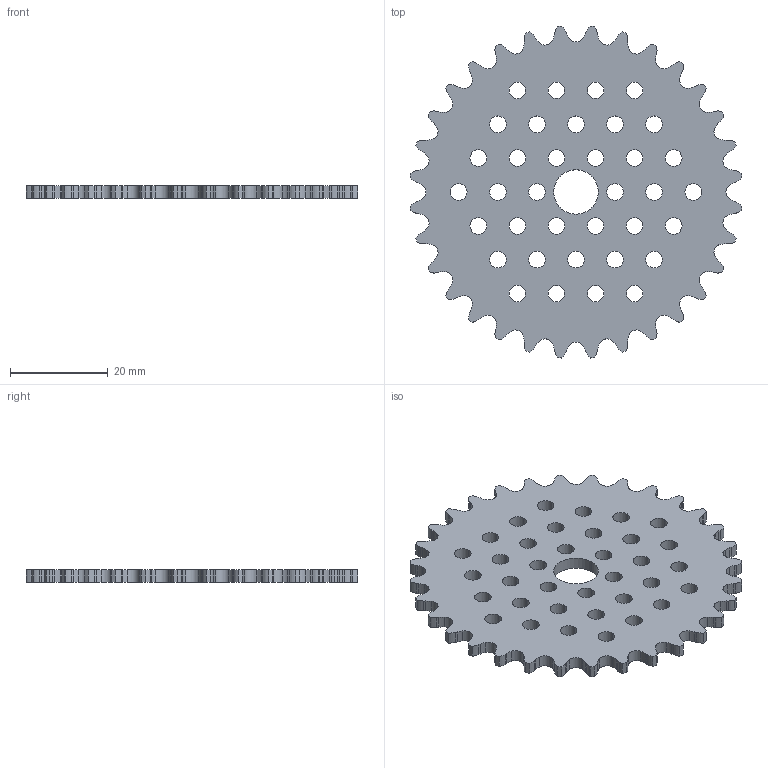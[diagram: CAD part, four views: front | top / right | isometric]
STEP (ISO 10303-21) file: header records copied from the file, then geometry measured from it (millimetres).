
FILE_DESCRIPTION (( 'STEP AP214' ), '1' );
FILE_NAME ('REV-41-1722 Sprocket, #25, 32T.STEP', '2019-06-19T14:51:23', ( '' ), ( '' ), 'SwSTEP 2.0', 'SolidWorks 2018', '' );
FILE_SCHEMA (( 'AUTOMOTIVE_DESIGN' ));
Length unit declared in the file: inch
Products named in the file (1): REV-41-1722 Sprocket, #25, 32T
Bounding box: 67.95 x 67.95 x 2.5 mm (x, y, z)
Volume: 7161.2 mm3; surface area: 7574.3 mm2
Topology: 1 solids, 1 shells, 351 faces, 1047 edges, 698 vertices
Faces by surface type: cylinder 285, plane 66
Entity records: 12299 total; most frequent: DIRECTION 2321, CARTESIAN_POINT 2097, ORIENTED_EDGE 2094, EDGE_CURVE 1047, AXIS2_PLACEMENT_3D 922, VERTEX_POINT 698, CIRCLE 570, VECTOR 477
